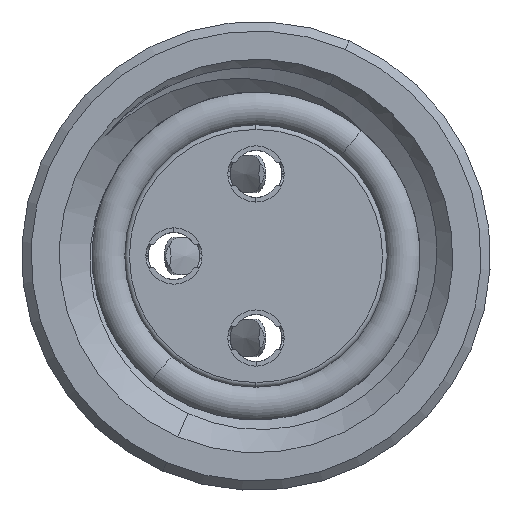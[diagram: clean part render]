
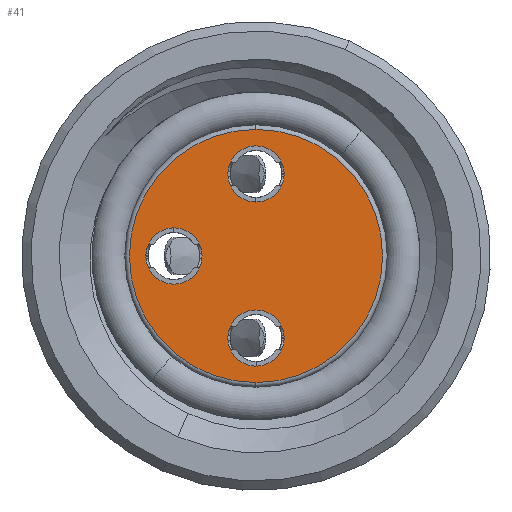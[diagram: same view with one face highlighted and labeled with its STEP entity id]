
A CAD part, left-side view. The second image highlights one B-rep face of the part: STEP entity #41.
In plain terms, the highlighted planar face has unit normal (-1, 0, 0).
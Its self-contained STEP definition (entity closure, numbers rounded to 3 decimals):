
#2 = AXIS2_PLACEMENT_3D ( 'NONE', #2314, #136, #4323 ) ;
#3 = FACE_BOUND ( 'NONE', #3217, .T. ) ;
#41 = ADVANCED_FACE ( 'NONE', ( #3673, #3, #5277, #712 ), #738, .F. ) ;
#56 = CARTESIAN_POINT ( 'NONE',  ( -6., 0., 1.75 ) ) ;
#113 = VERTEX_POINT ( 'NONE', #4824 ) ;
#120 = CARTESIAN_POINT ( 'NONE',  ( -6., 0., 0. ) ) ;
#136 = DIRECTION ( 'NONE',  ( -1., 0., 0. ) ) ;
#277 = CARTESIAN_POINT ( 'NONE',  ( -6., 0., -1.75 ) ) ;
#288 = DIRECTION ( 'NONE',  ( -1., 0., 0. ) ) ;
#559 = VERTEX_POINT ( 'NONE', #2014 ) ;
#611 = VERTEX_POINT ( 'NONE', #3687 ) ;
#675 = CIRCLE ( 'NONE', #1629, 0.6 ) ;
#712 = FACE_BOUND ( 'NONE', #4431, .T. ) ;
#730 = DIRECTION ( 'NONE',  ( 0., 0., 1. ) ) ;
#738 = PLANE ( 'NONE',  #5296 ) ;
#744 = CIRCLE ( 'NONE', #3703, 0.6 ) ;
#764 = DIRECTION ( 'NONE',  ( -1., 0., 0. ) ) ;
#767 = DIRECTION ( 'NONE',  ( 1., 0., 0. ) ) ;
#920 = ORIENTED_EDGE ( 'NONE', *, *, #2707, .F. ) ;
#1086 = DIRECTION ( 'NONE',  ( -1., 0., 0. ) ) ;
#1157 = CARTESIAN_POINT ( 'NONE',  ( -6., 1.75, 0. ) ) ;
#1231 = DIRECTION ( 'NONE',  ( -1., 0., 0. ) ) ;
#1281 = EDGE_CURVE ( 'NONE', #4593, #611, #2817, .T. ) ;
#1385 = CARTESIAN_POINT ( 'NONE',  ( -6., 0., -2.35 ) ) ;
#1449 = CIRCLE ( 'NONE', #2, 0.6 ) ;
#1629 = AXIS2_PLACEMENT_3D ( 'NONE', #56, #1231, #5014 ) ;
#1833 = DIRECTION ( 'NONE',  ( 0., 0., -1. ) ) ;
#1877 = CIRCLE ( 'NONE', #4899, 0.6 ) ;
#2003 = VERTEX_POINT ( 'NONE', #1385 ) ;
#2014 = CARTESIAN_POINT ( 'NONE',  ( -6., 0., -1.15 ) ) ;
#2300 = AXIS2_PLACEMENT_3D ( 'NONE', #2342, #288, #4367 ) ;
#2308 = AXIS2_PLACEMENT_3D ( 'NONE', #4071, #1086, #5267 ) ;
#2314 = CARTESIAN_POINT ( 'NONE',  ( -6., 1.75, 0. ) ) ;
#2332 = VERTEX_POINT ( 'NONE', #2826 ) ;
#2342 = CARTESIAN_POINT ( 'NONE',  ( -6., 0., 0. ) ) ;
#2413 = ORIENTED_EDGE ( 'NONE', *, *, #4775, .F. ) ;
#2443 = VERTEX_POINT ( 'NONE', #4656 ) ;
#2460 = AXIS2_PLACEMENT_3D ( 'NONE', #1157, #4460, #4011 ) ;
#2509 = EDGE_CURVE ( 'NONE', #113, #2332, #4631, .T. ) ;
#2514 = ORIENTED_EDGE ( 'NONE', *, *, #5105, .F. ) ;
#2707 = EDGE_CURVE ( 'NONE', #559, #2003, #744, .T. ) ;
#2733 = ORIENTED_EDGE ( 'NONE', *, *, #2509, .T. ) ;
#2817 = CIRCLE ( 'NONE', #2460, 0.6 ) ;
#2826 = CARTESIAN_POINT ( 'NONE',  ( -6., 0., -2.7 ) ) ;
#2861 = CARTESIAN_POINT ( 'NONE',  ( -6., 0., 0. ) ) ;
#3186 = CIRCLE ( 'NONE', #4051, 2.7 ) ;
#3207 = EDGE_CURVE ( 'NONE', #2003, #559, #5151, .T. ) ;
#3217 = EDGE_LOOP ( 'NONE', ( #2514, #4189 ) ) ;
#3254 = CARTESIAN_POINT ( 'NONE',  ( -6., 1.75, 0.6 ) ) ;
#3344 = VERTEX_POINT ( 'NONE', #4650 ) ;
#3647 = DIRECTION ( 'NONE',  ( 0., 0., -1. ) ) ;
#3673 = FACE_OUTER_BOUND ( 'NONE', #4435, .T. ) ;
#3687 = CARTESIAN_POINT ( 'NONE',  ( -6., 1.75, -0.6 ) ) ;
#3703 = AXIS2_PLACEMENT_3D ( 'NONE', #277, #764, #4904 ) ;
#3770 = EDGE_CURVE ( 'NONE', #3344, #2443, #1877, .T. ) ;
#4001 = EDGE_CURVE ( 'NONE', #2332, #113, #3186, .T. ) ;
#4011 = DIRECTION ( 'NONE',  ( 0., 0., 1. ) ) ;
#4051 = AXIS2_PLACEMENT_3D ( 'NONE', #120, #5053, #1833 ) ;
#4071 = CARTESIAN_POINT ( 'NONE',  ( -6., 0., -1.75 ) ) ;
#4189 = ORIENTED_EDGE ( 'NONE', *, *, #3770, .F. ) ;
#4198 = ORIENTED_EDGE ( 'NONE', *, *, #1281, .F. ) ;
#4246 = EDGE_LOOP ( 'NONE', ( #4198, #2413 ) ) ;
#4323 = DIRECTION ( 'NONE',  ( 0., 0., 1. ) ) ;
#4367 = DIRECTION ( 'NONE',  ( 0., 0., -1. ) ) ;
#4389 = CARTESIAN_POINT ( 'NONE',  ( -6., 0., 1.75 ) ) ;
#4431 = EDGE_LOOP ( 'NONE', ( #920, #5227 ) ) ;
#4435 = EDGE_LOOP ( 'NONE', ( #4686, #2733 ) ) ;
#4460 = DIRECTION ( 'NONE',  ( -1., 0., 0. ) ) ;
#4593 = VERTEX_POINT ( 'NONE', #3254 ) ;
#4631 = CIRCLE ( 'NONE', #2300, 2.7 ) ;
#4650 = CARTESIAN_POINT ( 'NONE',  ( -6., 0., 1.15 ) ) ;
#4656 = CARTESIAN_POINT ( 'NONE',  ( -6., 0., 2.35 ) ) ;
#4686 = ORIENTED_EDGE ( 'NONE', *, *, #4001, .T. ) ;
#4775 = EDGE_CURVE ( 'NONE', #611, #4593, #1449, .T. ) ;
#4824 = CARTESIAN_POINT ( 'NONE',  ( -6., 0., 2.7 ) ) ;
#4899 = AXIS2_PLACEMENT_3D ( 'NONE', #4389, #5213, #730 ) ;
#4904 = DIRECTION ( 'NONE',  ( 0., 0., 1. ) ) ;
#5014 = DIRECTION ( 'NONE',  ( 0., 0., 1. ) ) ;
#5053 = DIRECTION ( 'NONE',  ( -1., 0., 0. ) ) ;
#5105 = EDGE_CURVE ( 'NONE', #2443, #3344, #675, .T. ) ;
#5151 = CIRCLE ( 'NONE', #2308, 0.6 ) ;
#5213 = DIRECTION ( 'NONE',  ( -1., 0., 0. ) ) ;
#5227 = ORIENTED_EDGE ( 'NONE', *, *, #3207, .F. ) ;
#5267 = DIRECTION ( 'NONE',  ( 0., 0., 1. ) ) ;
#5277 = FACE_BOUND ( 'NONE', #4246, .T. ) ;
#5296 = AXIS2_PLACEMENT_3D ( 'NONE', #2861, #767, #3647 ) ;
